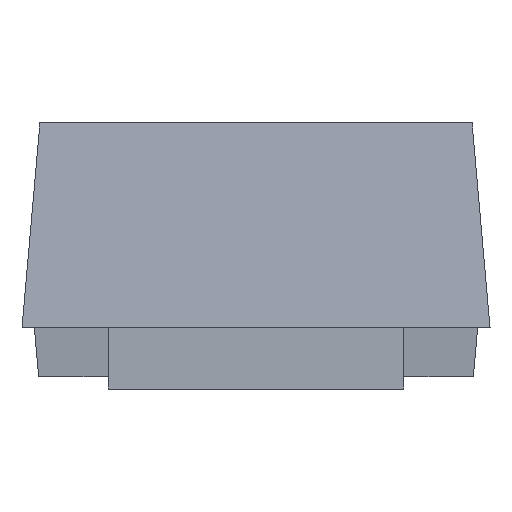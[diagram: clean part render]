
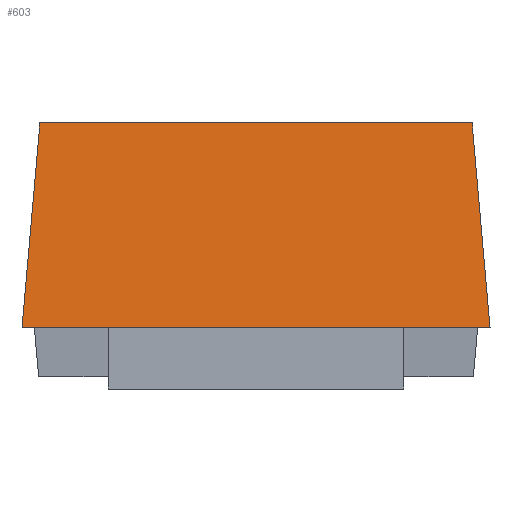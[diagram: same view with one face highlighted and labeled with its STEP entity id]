
A CAD part, left-side view. The second image highlights one B-rep face of the part: STEP entity #603.
In plain terms, the highlighted planar face has unit normal (-0.996, 0, 0.087).
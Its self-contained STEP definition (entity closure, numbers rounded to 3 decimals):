
#40=FACE_OUTER_BOUND('',#70,.T.);
#70=EDGE_LOOP('',(#493,#494,#495,#496,#497,#498));
#115=LINE('',#869,#195);
#135=LINE('',#908,#215);
#146=LINE('',#931,#226);
#147=LINE('',#932,#227);
#148=LINE('',#934,#228);
#149=LINE('',#935,#229);
#195=VECTOR('',#709,1.2);
#215=VECTOR('',#743,0.35);
#226=VECTOR('',#766,1.755);
#227=VECTOR('',#767,0.836);
#228=VECTOR('',#768,0.35);
#229=VECTOR('',#769,0.836);
#262=VERTEX_POINT('',#858);
#266=VERTEX_POINT('',#868);
#278=VERTEX_POINT('',#907);
#283=VERTEX_POINT('',#929);
#284=VERTEX_POINT('',#930);
#285=VERTEX_POINT('',#933);
#327=EDGE_CURVE('',#266,#262,#115,.T.);
#347=EDGE_CURVE('',#278,#266,#135,.T.);
#358=EDGE_CURVE('',#283,#284,#146,.T.);
#359=EDGE_CURVE('',#278,#284,#147,.T.);
#360=EDGE_CURVE('',#262,#285,#148,.T.);
#361=EDGE_CURVE('',#285,#283,#149,.T.);
#493=ORIENTED_EDGE('',*,*,#358,.T.);
#494=ORIENTED_EDGE('',*,*,#359,.F.);
#495=ORIENTED_EDGE('',*,*,#347,.T.);
#496=ORIENTED_EDGE('',*,*,#327,.T.);
#497=ORIENTED_EDGE('',*,*,#360,.T.);
#498=ORIENTED_EDGE('',*,*,#361,.T.);
#554=PLANE('',#637);
#603=ADVANCED_FACE('',(#40),#554,.T.);
#637=AXIS2_PLACEMENT_3D('',#928,#764,#765);
#709=DIRECTION('',(0.,-1.,0.));
#743=DIRECTION('',(0.,-1.,0.));
#764=DIRECTION('center_axis',(-0.996,0.,0.087));
#765=DIRECTION('ref_axis',(0.,-1.,0.));
#766=DIRECTION('',(0.,1.,0.));
#767=DIRECTION('',(0.087,-0.087,0.992));
#768=DIRECTION('',(0.,-1.,0.));
#769=DIRECTION('',(0.087,0.087,0.992));
#858=CARTESIAN_POINT('',(-1.45,-0.6,0.));
#868=CARTESIAN_POINT('',(-1.45,0.6,0.));
#869=CARTESIAN_POINT('',(-1.45,0.95,0.));
#907=CARTESIAN_POINT('',(-1.45,0.95,0.));
#908=CARTESIAN_POINT('',(-1.45,0.95,0.));
#928=CARTESIAN_POINT('Origin',(-1.45,-0.95,0.));
#929=CARTESIAN_POINT('',(-1.377,-0.877,0.83));
#930=CARTESIAN_POINT('',(-1.377,0.877,0.83));
#931=CARTESIAN_POINT('',(-1.377,0.95,0.83));
#932=CARTESIAN_POINT('',(-1.443,0.943,0.082));
#933=CARTESIAN_POINT('',(-1.45,-0.95,0.));
#934=CARTESIAN_POINT('',(-1.45,0.95,0.));
#935=CARTESIAN_POINT('',(-1.439,-0.939,0.125));
